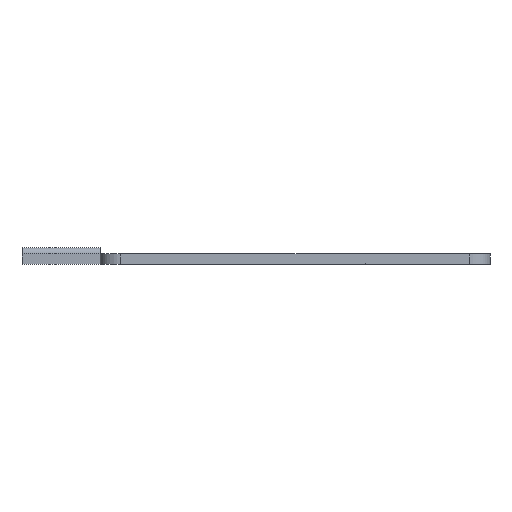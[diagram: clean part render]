
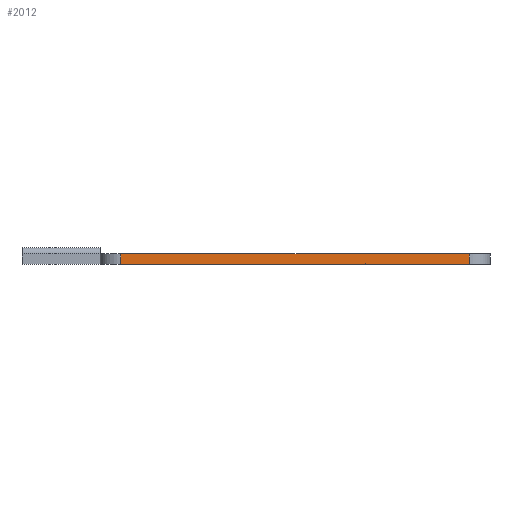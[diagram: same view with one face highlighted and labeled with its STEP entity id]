
A CAD part, front view. The second image highlights one B-rep face of the part: STEP entity #2012.
In plain terms, the highlighted planar face has unit normal (0, -1, 0).
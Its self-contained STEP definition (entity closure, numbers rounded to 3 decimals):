
#217 = VERTEX_POINT('',#218);
#218 = CARTESIAN_POINT('',(-125.,-116.5,-79.75));
#225 = EDGE_CURVE('',#217,#226,#228,.T.);
#226 = VERTEX_POINT('',#227);
#227 = CARTESIAN_POINT('',(-210.,-116.5,-79.75));
#228 = LINE('',#229,#230);
#229 = CARTESIAN_POINT('',(-125.,-116.5,-79.75));
#230 = VECTOR('',#231,1.);
#231 = DIRECTION('',(-1.,0.,0.));
#1205 = VERTEX_POINT('',#1206);
#1206 = CARTESIAN_POINT('',(-125.,-116.5,-82.25));
#1213 = EDGE_CURVE('',#1205,#1214,#1216,.T.);
#1214 = VERTEX_POINT('',#1215);
#1215 = CARTESIAN_POINT('',(-150.279,-116.5,-82.25));
#1216 = LINE('',#1217,#1218);
#1217 = CARTESIAN_POINT('',(-125.,-116.5,-82.25));
#1218 = VECTOR('',#1219,1.);
#1219 = DIRECTION('',(-1.,0.,0.));
#1934 = VERTEX_POINT('',#1935);
#1935 = CARTESIAN_POINT('',(-150.379,-116.5,-82.25));
#1941 = EDGE_CURVE('',#1934,#1942,#1944,.T.);
#1942 = VERTEX_POINT('',#1943);
#1943 = CARTESIAN_POINT('',(-210.,-116.5,-82.25));
#1944 = LINE('',#1945,#1946);
#1945 = CARTESIAN_POINT('',(-125.,-116.5,-82.25));
#1946 = VECTOR('',#1947,1.);
#1947 = DIRECTION('',(-1.,0.,0.));
#1964 = EDGE_CURVE('',#226,#1942,#1965,.T.);
#1965 = LINE('',#1966,#1967);
#1966 = CARTESIAN_POINT('',(-210.,-116.5,-79.75));
#1967 = VECTOR('',#1968,1.);
#1968 = DIRECTION('',(0.,0.,-1.));
#2012 = ADVANCED_FACE('',(#2013),#2047,.F.);
#2013 = FACE_BOUND('',#2014,.F.);
#2014 = EDGE_LOOP('',(#2015,#2016,#2022,#2023,#2031,#2039,#2045,#2046));
#2015 = ORIENTED_EDGE('',*,*,#225,.F.);
#2016 = ORIENTED_EDGE('',*,*,#2017,.T.);
#2017 = EDGE_CURVE('',#217,#1205,#2018,.T.);
#2018 = LINE('',#2019,#2020);
#2019 = CARTESIAN_POINT('',(-125.,-116.5,-79.75));
#2020 = VECTOR('',#2021,1.);
#2021 = DIRECTION('',(0.,0.,-1.));
#2022 = ORIENTED_EDGE('',*,*,#1213,.T.);
#2023 = ORIENTED_EDGE('',*,*,#2024,.F.);
#2024 = EDGE_CURVE('',#2025,#1214,#2027,.T.);
#2025 = VERTEX_POINT('',#2026);
#2026 = CARTESIAN_POINT('',(-150.279,-116.5,-82.));
#2027 = LINE('',#2028,#2029);
#2028 = CARTESIAN_POINT('',(-150.279,-116.5,-81.));
#2029 = VECTOR('',#2030,1.);
#2030 = DIRECTION('',(0.,0.,-1.));
#2031 = ORIENTED_EDGE('',*,*,#2032,.T.);
#2032 = EDGE_CURVE('',#2025,#2033,#2035,.T.);
#2033 = VERTEX_POINT('',#2034);
#2034 = CARTESIAN_POINT('',(-150.379,-116.5,-82.));
#2035 = LINE('',#2036,#2037);
#2036 = CARTESIAN_POINT('',(-137.12,-116.5,-82.));
#2037 = VECTOR('',#2038,1.);
#2038 = DIRECTION('',(-1.,0.,0.));
#2039 = ORIENTED_EDGE('',*,*,#2040,.F.);
#2040 = EDGE_CURVE('',#1934,#2033,#2041,.T.);
#2041 = LINE('',#2042,#2043);
#2042 = CARTESIAN_POINT('',(-150.379,-116.5,-81.));
#2043 = VECTOR('',#2044,1.);
#2044 = DIRECTION('',(0.,0.,1.));
#2045 = ORIENTED_EDGE('',*,*,#1941,.T.);
#2046 = ORIENTED_EDGE('',*,*,#1964,.F.);
#2047 = PLANE('',#2048);
#2048 = AXIS2_PLACEMENT_3D('',#2049,#2050,#2051);
#2049 = CARTESIAN_POINT('',(-125.,-116.5,-79.75));
#2050 = DIRECTION('',(0.,1.,0.));
#2051 = DIRECTION('',(-1.,0.,0.));
